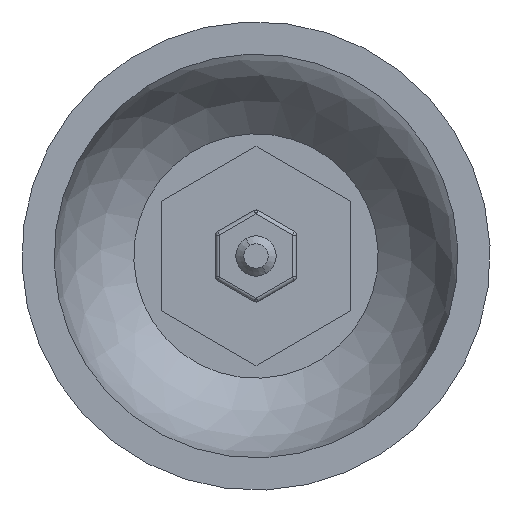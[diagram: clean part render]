
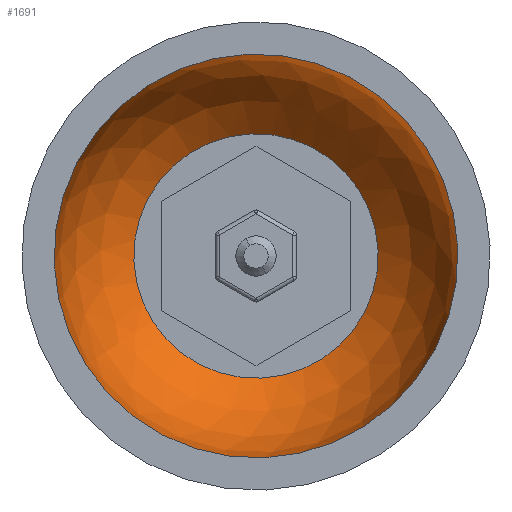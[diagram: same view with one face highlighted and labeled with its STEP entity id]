
A CAD part, front view. The second image highlights one B-rep face of the part: STEP entity #1691.
In plain terms, the highlighted spherical face has radius 25 mm.
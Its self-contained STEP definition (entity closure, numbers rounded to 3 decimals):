
#30 = DIRECTION ( 'NONE',  ( 1., 0., 0. ) ) ;
#70 = EDGE_CURVE ( 'NONE', #1052, #2893, #3175, .T. ) ;
#97 = DIRECTION ( 'NONE',  ( 0., 1., 0. ) ) ;
#109 = AXIS2_PLACEMENT_3D ( 'NONE', #833, #1602, #2658 ) ;
#233 = EDGE_LOOP ( 'NONE', ( #1912, #3116 ) ) ;
#279 = CIRCLE ( 'NONE', #2590, 25. ) ;
#280 = DIRECTION ( 'NONE',  ( 0., 0., 1. ) ) ;
#293 = DIRECTION ( 'NONE',  ( 0., 1., 0. ) ) ;
#439 = AXIS2_PLACEMENT_3D ( 'NONE', #1357, #2125, #280 ) ;
#637 = VERTEX_POINT ( 'NONE', #2429 ) ;
#833 = CARTESIAN_POINT ( 'NONE',  ( 0., -19.9, 0. ) ) ;
#866 = CIRCLE ( 'NONE', #109, 15.132 ) ;
#897 = ORIENTED_EDGE ( 'NONE', *, *, #972, .F. ) ;
#972 = EDGE_CURVE ( 'NONE', #2893, #1052, #866, .T. ) ;
#1052 = VERTEX_POINT ( 'NONE', #1443 ) ;
#1063 = FACE_BOUND ( 'NONE', #1684, .T. ) ;
#1067 = DIRECTION ( 'NONE',  ( 1., 0., 0. ) ) ;
#1267 = CARTESIAN_POINT ( 'NONE',  ( 15.132, -19.9, 0. ) ) ;
#1357 = CARTESIAN_POINT ( 'NONE',  ( 0., 0., 0. ) ) ;
#1443 = CARTESIAN_POINT ( 'NONE',  ( -15.132, -19.9, 0. ) ) ;
#1592 = VERTEX_POINT ( 'NONE', #3066 ) ;
#1602 = DIRECTION ( 'NONE',  ( 0., 1., 0. ) ) ;
#1658 = AXIS2_PLACEMENT_3D ( 'NONE', #3153, #293, #30 ) ;
#1684 = EDGE_LOOP ( 'NONE', ( #897, #2670 ) ) ;
#1691 = ADVANCED_FACE ( 'NONE', ( #1855, #1063 ), #2652, .F. ) ;
#1706 = DIRECTION ( 'NONE',  ( 0., -1., 0. ) ) ;
#1855 = FACE_OUTER_BOUND ( 'NONE', #233, .T. ) ;
#1912 = ORIENTED_EDGE ( 'NONE', *, *, #3217, .F. ) ;
#2125 = DIRECTION ( 'NONE',  ( 0., -1., 0. ) ) ;
#2130 = AXIS2_PLACEMENT_3D ( 'NONE', #2448, #97, #1067 ) ;
#2236 = CARTESIAN_POINT ( 'NONE',  ( 0., 0., 0. ) ) ;
#2264 = CIRCLE ( 'NONE', #439, 25. ) ;
#2429 = CARTESIAN_POINT ( 'NONE',  ( 0., 0., -25. ) ) ;
#2448 = CARTESIAN_POINT ( 'NONE',  ( 0., -19.9, 0. ) ) ;
#2590 = AXIS2_PLACEMENT_3D ( 'NONE', #2236, #1706, #2781 ) ;
#2652 = SPHERICAL_SURFACE ( 'NONE', #1658, 25. ) ;
#2658 = DIRECTION ( 'NONE',  ( 1., 0., 0. ) ) ;
#2670 = ORIENTED_EDGE ( 'NONE', *, *, #70, .F. ) ;
#2781 = DIRECTION ( 'NONE',  ( 0., 0., 1. ) ) ;
#2893 = VERTEX_POINT ( 'NONE', #1267 ) ;
#3066 = CARTESIAN_POINT ( 'NONE',  ( 0., 0., 25. ) ) ;
#3116 = ORIENTED_EDGE ( 'NONE', *, *, #3352, .F. ) ;
#3153 = CARTESIAN_POINT ( 'NONE',  ( 0., 0., 0. ) ) ;
#3175 = CIRCLE ( 'NONE', #2130, 15.132 ) ;
#3217 = EDGE_CURVE ( 'NONE', #1592, #637, #2264, .T. ) ;
#3352 = EDGE_CURVE ( 'NONE', #637, #1592, #279, .T. ) ;
